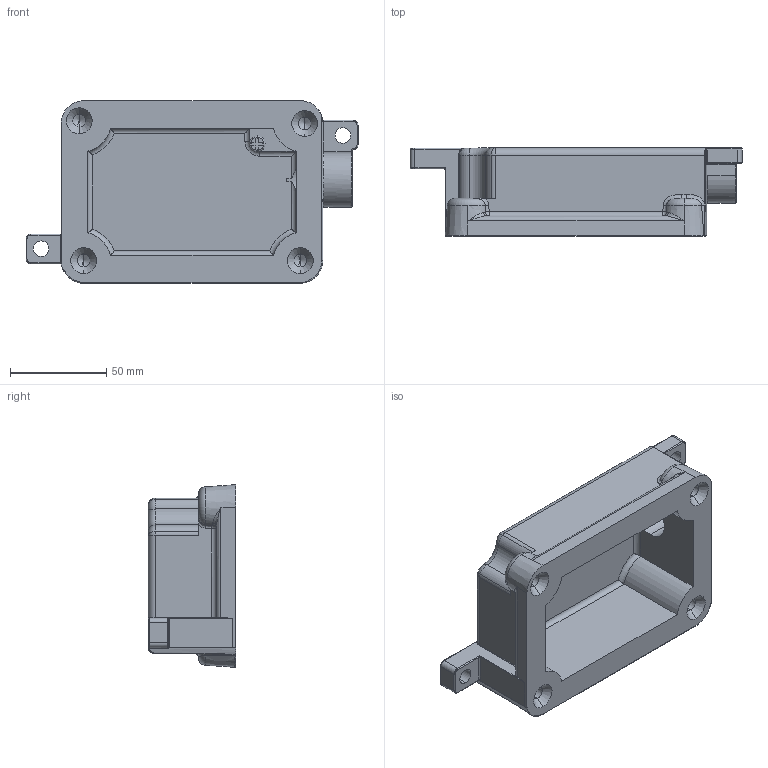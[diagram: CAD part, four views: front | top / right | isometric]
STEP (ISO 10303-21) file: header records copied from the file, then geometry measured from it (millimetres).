
FILE_DESCRIPTION (( 'STEP AP214' ), '1' );
FILE_NAME ('FXB-3.step', '2016-03-09T20:24:31', ( '' ), ( '' ), 'SwSTEP 2.0', 'SolidWorks 2015', '' );
FILE_SCHEMA (( 'AUTOMOTIVE_DESIGN' ));
Length unit declared in the file: inch
Products named in the file (1): FXB-3
Bounding box: 172.87 x 45.72 x 95.11 mm (x, y, z)
Volume: 212056.7 mm3; surface area: 62934.4 mm2
Topology: 2 solids, 2 shells, 392 faces, 967 edges, 566 vertices
Faces by surface type: cylinder 108, plane 108, bspline 89, torus 60, cone 22, sphere 5
Entity records: 15750 total; most frequent: CARTESIAN_POINT 6812, ORIENTED_EDGE 1880, DIRECTION 1680, EDGE_CURVE 940, AXIS2_PLACEMENT_3D 637, VERTEX_POINT 566, EDGE_LOOP 412, VECTOR 406
